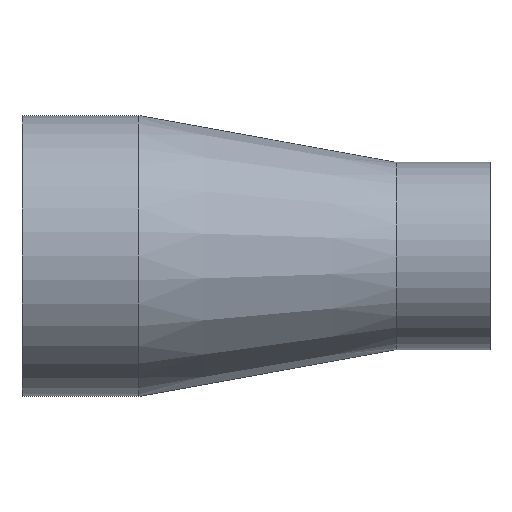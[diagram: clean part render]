
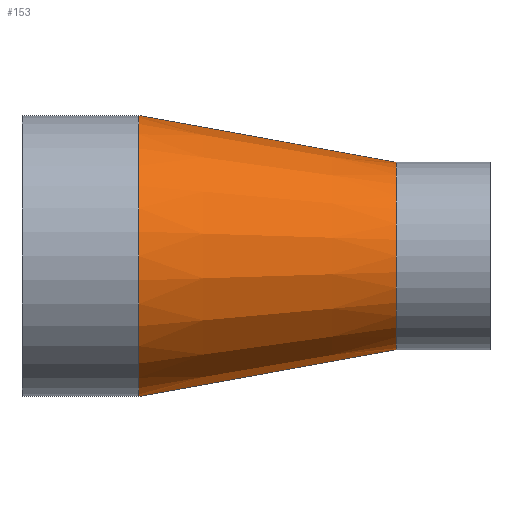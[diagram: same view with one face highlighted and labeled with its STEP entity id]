
A CAD part, left-side view. The second image highlights one B-rep face of the part: STEP entity #153.
In plain terms, the highlighted conical face has half-angle 10.305 degrees and reference radius 50.8 mm.
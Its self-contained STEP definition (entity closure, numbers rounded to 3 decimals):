
#6 = CARTESIAN_POINT ( 'NONE',  ( 0., 0., -50.8 ) ) ;
#7 = LINE ( 'NONE', #82, #36 ) ;
#13 = VERTEX_POINT ( 'NONE', #263 ) ;
#16 = EDGE_CURVE ( 'NONE', #277, #210, #295, .T. ) ;
#26 = CARTESIAN_POINT ( 'NONE',  ( 0., 0., 0. ) ) ;
#28 = DIRECTION ( 'NONE',  ( 0., -1., 0. ) ) ;
#36 = VECTOR ( 'NONE', #120, 1000. ) ;
#41 = AXIS2_PLACEMENT_3D ( 'NONE', #26, #338, #125 ) ;
#43 = DIRECTION ( 'NONE',  ( 0., 0.984, -0.179 ) ) ;
#51 = ORIENTED_EDGE ( 'NONE', *, *, #103, .F. ) ;
#56 = EDGE_CURVE ( 'NONE', #13, #360, #7, .T. ) ;
#82 = CARTESIAN_POINT ( 'NONE',  ( 0., 0., 50.8 ) ) ;
#103 = EDGE_CURVE ( 'NONE', #210, #360, #208, .T. ) ;
#116 = EDGE_LOOP ( 'NONE', ( #232, #321, #250, #51 ) ) ;
#120 = DIRECTION ( 'NONE',  ( 0., 0.984, 0.179 ) ) ;
#125 = DIRECTION ( 'NONE',  ( 0., 0., 1. ) ) ;
#127 = CARTESIAN_POINT ( 'NONE',  ( 0., 139.7, -76.2 ) ) ;
#153 = ADVANCED_FACE ( 'NONE', ( #325 ), #177, .T. ) ;
#177 = CONICAL_SURFACE ( 'NONE', #41, 50.8, 0.18 ) ;
#185 = CARTESIAN_POINT ( 'NONE',  ( 0., 0., 0. ) ) ;
#208 = CIRCLE ( 'NONE', #221, 76.2 ) ;
#210 = VERTEX_POINT ( 'NONE', #127 ) ;
#211 = EDGE_CURVE ( 'NONE', #13, #277, #348, .T. ) ;
#221 = AXIS2_PLACEMENT_3D ( 'NONE', #303, #395, #366 ) ;
#227 = AXIS2_PLACEMENT_3D ( 'NONE', #185, #28, #374 ) ;
#232 = ORIENTED_EDGE ( 'NONE', *, *, #16, .F. ) ;
#250 = ORIENTED_EDGE ( 'NONE', *, *, #56, .T. ) ;
#263 = CARTESIAN_POINT ( 'NONE',  ( 0., 0., 50.8 ) ) ;
#274 = CARTESIAN_POINT ( 'NONE',  ( 0., 139.7, 76.2 ) ) ;
#276 = VECTOR ( 'NONE', #43, 1000. ) ;
#277 = VERTEX_POINT ( 'NONE', #311 ) ;
#295 = LINE ( 'NONE', #6, #276 ) ;
#303 = CARTESIAN_POINT ( 'NONE',  ( 0., 139.7, 0. ) ) ;
#311 = CARTESIAN_POINT ( 'NONE',  ( 0., 0., -50.8 ) ) ;
#321 = ORIENTED_EDGE ( 'NONE', *, *, #211, .F. ) ;
#325 = FACE_OUTER_BOUND ( 'NONE', #116, .T. ) ;
#338 = DIRECTION ( 'NONE',  ( 0., 1., 0. ) ) ;
#348 = CIRCLE ( 'NONE', #227, 50.8 ) ;
#360 = VERTEX_POINT ( 'NONE', #274 ) ;
#366 = DIRECTION ( 'NONE',  ( 0., 0., 1. ) ) ;
#374 = DIRECTION ( 'NONE',  ( 0., 0., -1. ) ) ;
#395 = DIRECTION ( 'NONE',  ( 0., 1., 0. ) ) ;
